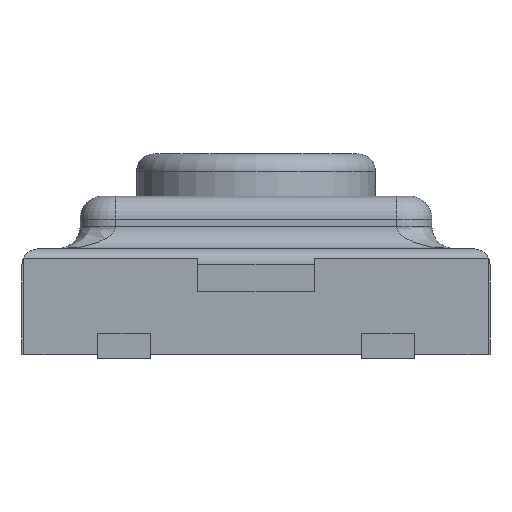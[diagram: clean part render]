
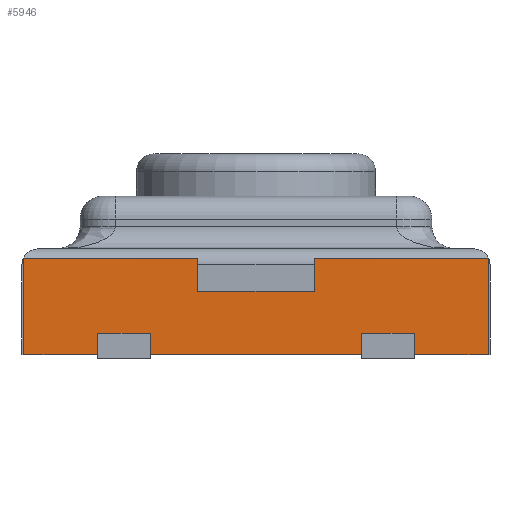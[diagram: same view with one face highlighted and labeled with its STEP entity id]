
A CAD part, left-side view. The second image highlights one B-rep face of the part: STEP entity #5946.
In plain terms, the highlighted planar face has unit normal (-1, 0, 0).
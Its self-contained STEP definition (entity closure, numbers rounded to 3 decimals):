
#428=ORIENTED_EDGE('',*,*,#1682,.T.);
#429=ORIENTED_EDGE('',*,*,#1683,.F.);
#430=ORIENTED_EDGE('',*,*,#1684,.T.);
#431=ORIENTED_EDGE('',*,*,#1685,.T.);
#432=ORIENTED_EDGE('',*,*,#1686,.T.);
#433=ORIENTED_EDGE('',*,*,#1687,.T.);
#434=ORIENTED_EDGE('',*,*,#1688,.T.);
#435=ORIENTED_EDGE('',*,*,#1689,.T.);
#436=ORIENTED_EDGE('',*,*,#1690,.T.);
#437=ORIENTED_EDGE('',*,*,#1691,.T.);
#438=ORIENTED_EDGE('',*,*,#1692,.T.);
#439=ORIENTED_EDGE('',*,*,#1693,.F.);
#440=ORIENTED_EDGE('',*,*,#1694,.T.);
#441=ORIENTED_EDGE('',*,*,#1695,.T.);
#442=ORIENTED_EDGE('',*,*,#1696,.T.);
#443=ORIENTED_EDGE('',*,*,#1697,.T.);
#1682=EDGE_CURVE('',#2309,#2310,#2724,.T.);
#1683=EDGE_CURVE('',#2311,#2310,#2725,.T.);
#1684=EDGE_CURVE('',#2311,#2312,#2726,.T.);
#1685=EDGE_CURVE('',#2312,#2313,#2727,.T.);
#1686=EDGE_CURVE('',#2313,#2314,#2728,.T.);
#1687=EDGE_CURVE('',#2314,#2315,#2729,.T.);
#1688=EDGE_CURVE('',#2315,#2316,#2730,.T.);
#1689=EDGE_CURVE('',#2316,#2317,#2731,.T.);
#1690=EDGE_CURVE('',#2317,#2318,#2732,.T.);
#1691=EDGE_CURVE('',#2318,#2319,#2733,.T.);
#1692=EDGE_CURVE('',#2319,#2320,#2734,.T.);
#1693=EDGE_CURVE('',#2321,#2320,#2735,.T.);
#1694=EDGE_CURVE('',#2321,#2322,#2736,.T.);
#1695=EDGE_CURVE('',#2322,#2323,#2737,.T.);
#1696=EDGE_CURVE('',#2323,#2324,#2738,.T.);
#1697=EDGE_CURVE('',#2324,#2309,#2739,.T.);
#2309=VERTEX_POINT('',#7376);
#2310=VERTEX_POINT('',#7377);
#2311=VERTEX_POINT('',#7379);
#2312=VERTEX_POINT('',#7381);
#2313=VERTEX_POINT('',#7383);
#2314=VERTEX_POINT('',#7385);
#2315=VERTEX_POINT('',#7387);
#2316=VERTEX_POINT('',#7389);
#2317=VERTEX_POINT('',#7391);
#2318=VERTEX_POINT('',#7393);
#2319=VERTEX_POINT('',#7395);
#2320=VERTEX_POINT('',#7397);
#2321=VERTEX_POINT('',#7399);
#2322=VERTEX_POINT('',#7401);
#2323=VERTEX_POINT('',#7403);
#2324=VERTEX_POINT('',#7405);
#2724=LINE('',#7375,#3044);
#2725=LINE('',#7378,#3045);
#2726=LINE('',#7380,#3046);
#2727=LINE('',#7382,#3047);
#2728=LINE('',#7384,#3048);
#2729=LINE('',#7386,#3049);
#2730=LINE('',#7388,#3050);
#2731=LINE('',#7390,#3051);
#2732=LINE('',#7392,#3052);
#2733=LINE('',#7394,#3053);
#2734=LINE('',#7396,#3054);
#2735=LINE('',#7398,#3055);
#2736=LINE('',#7400,#3056);
#2737=LINE('',#7402,#3057);
#2738=LINE('',#7404,#3058);
#2739=LINE('',#7406,#3059);
#3044=VECTOR('',#6516,1000.);
#3045=VECTOR('',#6517,1000.);
#3046=VECTOR('',#6518,1000.);
#3047=VECTOR('',#6519,1000.);
#3048=VECTOR('',#6520,1000.);
#3049=VECTOR('',#6521,1000.);
#3050=VECTOR('',#6522,1000.);
#3051=VECTOR('',#6523,1000.);
#3052=VECTOR('',#6524,1000.);
#3053=VECTOR('',#6525,1000.);
#3054=VECTOR('',#6526,1000.);
#3055=VECTOR('',#6527,1000.);
#3056=VECTOR('',#6528,1000.);
#3057=VECTOR('',#6529,1000.);
#3058=VECTOR('',#6530,1000.);
#3059=VECTOR('',#6531,1000.);
#3349=EDGE_LOOP('',(#428,#429,#430,#431,#432,#433,#434,#435,#436,#437,#438,
#439,#440,#441,#442,#443));
#3631=FACE_BOUND('',#3349,.T.);
#3913=PLANE('',#6233);
#5946=ADVANCED_FACE('',(#3631),#3913,.T.);
#6233=AXIS2_PLACEMENT_3D('',#7374,#6514,#6515);
#6514=DIRECTION('',(-1.,0.,0.));
#6515=DIRECTION('',(0.,0.,1.));
#6516=DIRECTION('',(0.,1.,0.));
#6517=DIRECTION('',(0.,0.,1.));
#6518=DIRECTION('',(0.,-1.,0.));
#6519=DIRECTION('',(0.,0.,1.));
#6520=DIRECTION('',(0.,-1.,0.));
#6521=DIRECTION('',(0.,0.,-1.));
#6522=DIRECTION('',(0.,-1.,0.));
#6523=DIRECTION('',(0.,0.,1.));
#6524=DIRECTION('',(0.,-1.,0.));
#6525=DIRECTION('',(0.,0.,-1.));
#6526=DIRECTION('',(0.,-1.,0.));
#6527=DIRECTION('',(0.,0.,-1.));
#6528=DIRECTION('',(0.,1.,0.));
#6529=DIRECTION('',(0.,0.,-1.));
#6530=DIRECTION('',(0.,1.,0.));
#6531=DIRECTION('',(0.,0.,1.));
#7374=CARTESIAN_POINT('',(-1.676,0.,0.));
#7375=CARTESIAN_POINT('',(-1.676,0.42,0.719));
#7376=CARTESIAN_POINT('',(-1.676,0.42,0.719));
#7377=CARTESIAN_POINT('',(-1.676,1.676,0.719));
#7378=CARTESIAN_POINT('',(-1.676,1.676,0.025));
#7379=CARTESIAN_POINT('',(-1.676,1.676,0.025));
#7380=CARTESIAN_POINT('',(-1.676,1.689,0.025));
#7381=CARTESIAN_POINT('',(-1.676,1.143,0.025));
#7382=CARTESIAN_POINT('',(-1.676,1.143,0.025));
#7383=CARTESIAN_POINT('',(-1.676,1.143,0.178));
#7384=CARTESIAN_POINT('',(-1.676,1.143,0.178));
#7385=CARTESIAN_POINT('',(-1.676,0.762,0.178));
#7386=CARTESIAN_POINT('',(-1.676,0.762,0.178));
#7387=CARTESIAN_POINT('',(-1.676,0.762,0.025));
#7388=CARTESIAN_POINT('',(-1.676,0.762,0.025));
#7389=CARTESIAN_POINT('',(-1.676,-0.762,0.025));
#7390=CARTESIAN_POINT('',(-1.676,-0.762,0.025));
#7391=CARTESIAN_POINT('',(-1.676,-0.762,0.178));
#7392=CARTESIAN_POINT('',(-1.676,-0.762,0.178));
#7393=CARTESIAN_POINT('',(-1.676,-1.143,0.178));
#7394=CARTESIAN_POINT('',(-1.676,-1.143,0.178));
#7395=CARTESIAN_POINT('',(-1.676,-1.143,0.025));
#7396=CARTESIAN_POINT('',(-1.676,-1.143,0.025));
#7397=CARTESIAN_POINT('',(-1.676,-1.676,0.025));
#7398=CARTESIAN_POINT('',(-1.676,-1.676,0.719));
#7399=CARTESIAN_POINT('',(-1.676,-1.676,0.719));
#7400=CARTESIAN_POINT('',(-1.676,-1.689,0.719));
#7401=CARTESIAN_POINT('',(-1.676,-0.42,0.719));
#7402=CARTESIAN_POINT('',(-1.676,-0.42,0.719));
#7403=CARTESIAN_POINT('',(-1.676,-0.42,0.482));
#7404=CARTESIAN_POINT('',(-1.676,-0.42,0.482));
#7405=CARTESIAN_POINT('',(-1.676,0.42,0.482));
#7406=CARTESIAN_POINT('',(-1.676,0.42,0.482));
